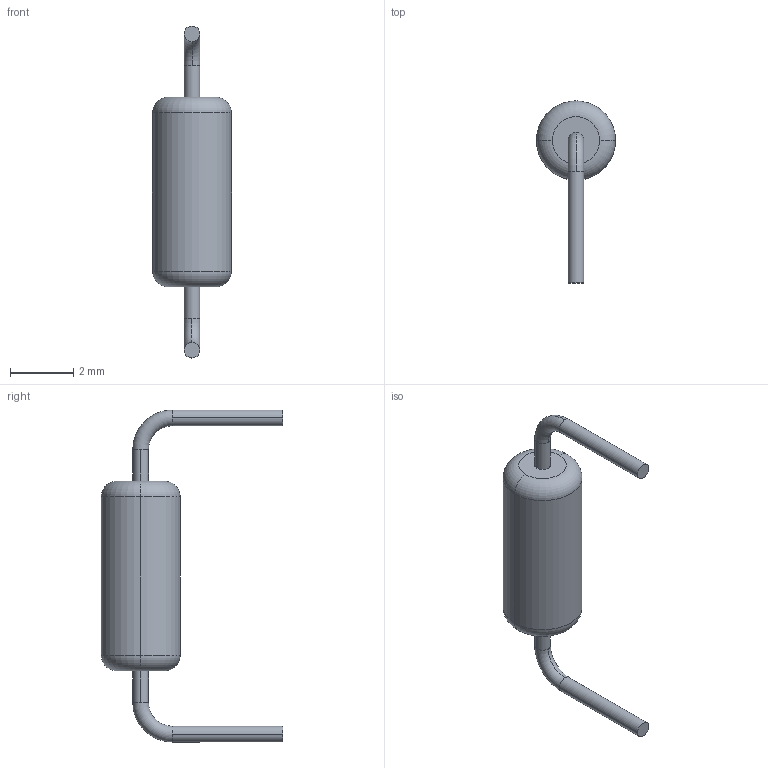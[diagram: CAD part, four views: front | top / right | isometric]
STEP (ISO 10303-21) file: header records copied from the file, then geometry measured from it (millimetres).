
FILE_DESCRIPTION (( 'STEP AP214' ), '1' );
FILE_NAME ('REDEFAU120199126139.step', '2005-12-01T14:09:16', ( 'SysAdmin' ), ( 'SolidWorks' ), 'SwSTEP 2.0', 'SolidWorks 2005254', '' );
FILE_SCHEMA (( 'AUTOMOTIVE_DESIGN' ));
Length unit declared in the file: millimetre
Products named in the file (3): SW3dPS-Resistor_Odpor telísko 0125W; SW3dPS-Resistor_Odpor dr嫢 0125W; REDEFAU120199126139
Assembly tree (3 placements, depth 2):
  REDEFAU120199126139
    SW3dPS-Resistor_Odpor telísko 0125W
    SW3dPS-Resistor_Odpor dr嫢 0125W  x2
Bounding box: 2.5 x 5.75 x 10.5 mm (x, y, z)
Volume: 31.1 mm3; surface area: 73.2 mm2
Topology: 3 solids, 3 shells, 24 faces, 50 edges, 32 vertices
Faces by surface type: cylinder 10, torus 8, plane 6
Entity records: 526 total; most frequent: DIRECTION 102, CARTESIAN_POINT 74, ORIENTED_EDGE 64, AXIS2_PLACEMENT_3D 48, EDGE_CURVE 32, CIRCLE 26, VERTEX_POINT 20, EDGE_LOOP 16
